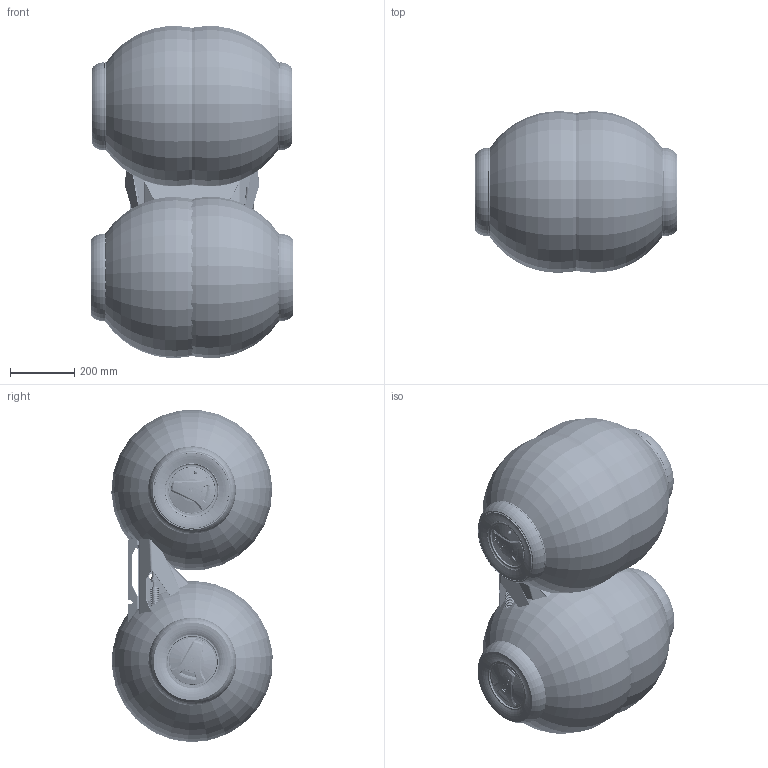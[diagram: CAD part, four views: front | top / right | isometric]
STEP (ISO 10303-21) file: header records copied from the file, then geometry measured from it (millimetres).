
FILE_DESCRIPTION (( 'STEP AP203' ), '1' );
FILE_NAME ('20230403菴媼唳軞蚾01.STEP', '2023-04-03T11:58:37', ( '' ), ( '' ), 'SwSTEP 2.0', 'SolidWorks 2021', '' );
FILE_SCHEMA (( 'CONFIG_CONTROL_DESIGN' ));
Length unit declared in the file: millimetre
Products named in the file (1): 20230403菴媼唳軞蚾01
Bounding box: 629.06 x 504.05 x 1037.38 mm (x, y, z)
Surface area: 6684390.9 mm2 (no closed solid volume)
Topology: 0 solids, 362 shells, 2977 faces, 12856 edges, 9852 vertices
Faces by surface type: plane 1376, cylinder 842, bspline 401, torus 196, cone 146, sphere 16
Full cylindrical faces by diameter (mm): 2.5 x2, 3.2 x2, 3.3 x23, 4.2 x5, 4.3 x4, 4.5 x2, 5 x25, 5.2 x9, 5.3 x1, 5.4 x22, 5.5 x3, 6.2 x11, 6.4 x3, 7 x3, 7.619 x1, 7.9 x4, 8 x15, 8.5 x5, 9 x1, 9.8 x2, 10 x36, 12.3 x1, 12.4 x2, 12.5 x4, 12.74 x1, 14 x2, 15.2 x2, 16 x1, 16.8 x2, 16.9 x2
Entity records: 163087 total; most frequent: CARTESIAN_POINT 68720, DIRECTION 17707, ORIENTED_EDGE 17049, EDGE_CURVE 12212, VERTEX_POINT 9640, AXIS2_PLACEMENT_3D 6114, LINE 5479, VECTOR 5479
